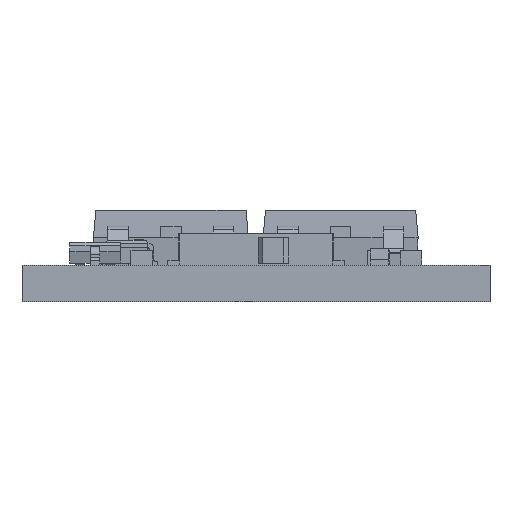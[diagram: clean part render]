
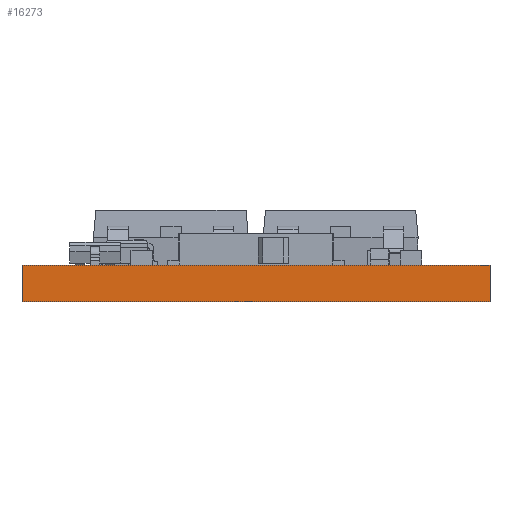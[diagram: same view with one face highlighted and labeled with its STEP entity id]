
A CAD part, front view. The second image highlights one B-rep face of the part: STEP entity #16273.
In plain terms, the highlighted planar face has unit normal (0, -1, 0).
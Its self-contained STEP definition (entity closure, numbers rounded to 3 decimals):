
#261 = CARTESIAN_POINT ( 'NONE',  ( 0., 0., 0. ) ) ;
#970 = ORIENTED_EDGE ( 'NONE', *, *, #31514, .T. ) ;
#1894 = VECTOR ( 'NONE', #23799, 1000. ) ;
#2664 = LINE ( 'NONE', #11525, #27179 ) ;
#8231 = CARTESIAN_POINT ( 'NONE',  ( 0., 0., 1.575 ) ) ;
#11138 = EDGE_CURVE ( 'NONE', #31414, #20193, #14463, .T. ) ;
#11525 = CARTESIAN_POINT ( 'NONE',  ( 0., 0., 1.575 ) ) ;
#11539 = CARTESIAN_POINT ( 'NONE',  ( 20.32, 0., 0. ) ) ;
#12055 = DIRECTION ( 'NONE',  ( 0., 0., 1. ) ) ;
#12377 = VERTEX_POINT ( 'NONE', #37125 ) ;
#12808 = EDGE_CURVE ( 'NONE', #38467, #31414, #2664, .T. ) ;
#13905 = FACE_OUTER_BOUND ( 'NONE', #18323, .T. ) ;
#14463 = LINE ( 'NONE', #34735, #16838 ) ;
#15986 = AXIS2_PLACEMENT_3D ( 'NONE', #24379, #27625, #12055 ) ;
#16273 = ADVANCED_FACE ( 'NONE', ( #13905 ), #33356, .F. ) ;
#16838 = VECTOR ( 'NONE', #28342, 1000. ) ;
#17953 = CARTESIAN_POINT ( 'NONE',  ( 20.32, 0., 1.575 ) ) ;
#18323 = EDGE_LOOP ( 'NONE', ( #970, #20155, #19757, #27967 ) ) ;
#19757 = ORIENTED_EDGE ( 'NONE', *, *, #12808, .F. ) ;
#20155 = ORIENTED_EDGE ( 'NONE', *, *, #11138, .F. ) ;
#20193 = VERTEX_POINT ( 'NONE', #11539 ) ;
#21055 = DIRECTION ( 'NONE',  ( 1., 0., 0. ) ) ;
#23492 = LINE ( 'NONE', #8231, #1894 ) ;
#23799 = DIRECTION ( 'NONE',  ( 0., 0., -1. ) ) ;
#24379 = CARTESIAN_POINT ( 'NONE',  ( 0., 0., 1.575 ) ) ;
#24768 = EDGE_CURVE ( 'NONE', #38467, #12377, #23492, .T. ) ;
#24794 = DIRECTION ( 'NONE',  ( 1., 0., 0. ) ) ;
#27179 = VECTOR ( 'NONE', #21055, 1000. ) ;
#27625 = DIRECTION ( 'NONE',  ( 0., 1., 0. ) ) ;
#27967 = ORIENTED_EDGE ( 'NONE', *, *, #24768, .T. ) ;
#28342 = DIRECTION ( 'NONE',  ( 0., 0., -1. ) ) ;
#29285 = LINE ( 'NONE', #261, #30751 ) ;
#29444 = CARTESIAN_POINT ( 'NONE',  ( 0., 0., 1.575 ) ) ;
#30751 = VECTOR ( 'NONE', #24794, 1000. ) ;
#31414 = VERTEX_POINT ( 'NONE', #17953 ) ;
#31514 = EDGE_CURVE ( 'NONE', #12377, #20193, #29285, .T. ) ;
#33356 = PLANE ( 'NONE',  #15986 ) ;
#34735 = CARTESIAN_POINT ( 'NONE',  ( 20.32, 0., 1.575 ) ) ;
#37125 = CARTESIAN_POINT ( 'NONE',  ( 0., 0., 0. ) ) ;
#38467 = VERTEX_POINT ( 'NONE', #29444 ) ;
